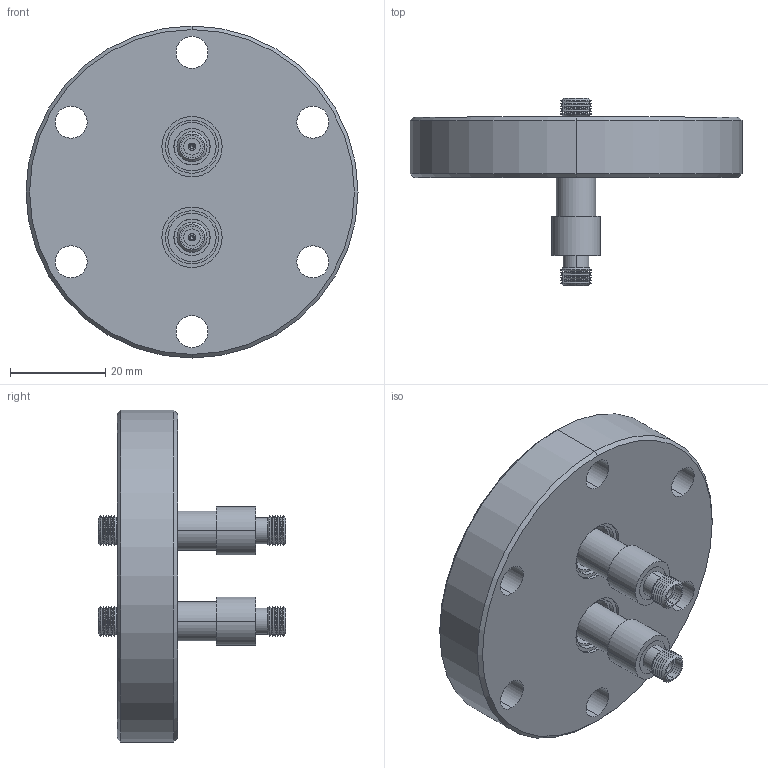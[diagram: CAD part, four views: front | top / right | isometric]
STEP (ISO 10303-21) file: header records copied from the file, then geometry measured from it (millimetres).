
FILE_DESCRIPTION (( 'STEP AP203' ), '1' );
FILE_NAME ('A4076-1-CF.STEP', '2012-04-09T16:57:15', ( '' ), ( '' ), 'SwSTEP 2.0', 'SolidWorks 2011', '' );
FILE_SCHEMA (( 'CONFIG_CONTROL_DESIGN' ));
Length unit declared in the file: inch
Products named in the file (1): A4076-1-CF
Bounding box: 69.85 x 39.45 x 69.85 mm (x, y, z)
Volume: 45573.5 mm3; surface area: 17089.1 mm2
Topology: 1 solids, 3 shells, 369 faces, 902 edges, 572 vertices
Faces by surface type: cone 132, cylinder 126, plane 111
Entity records: 11011 total; most frequent: DIRECTION 2126, CARTESIAN_POINT 1828, ORIENTED_EDGE 1772, EDGE_CURVE 886, AXIS2_PLACEMENT_3D 870, VERTEX_POINT 572, CIRCLE 500, EDGE_LOOP 430
